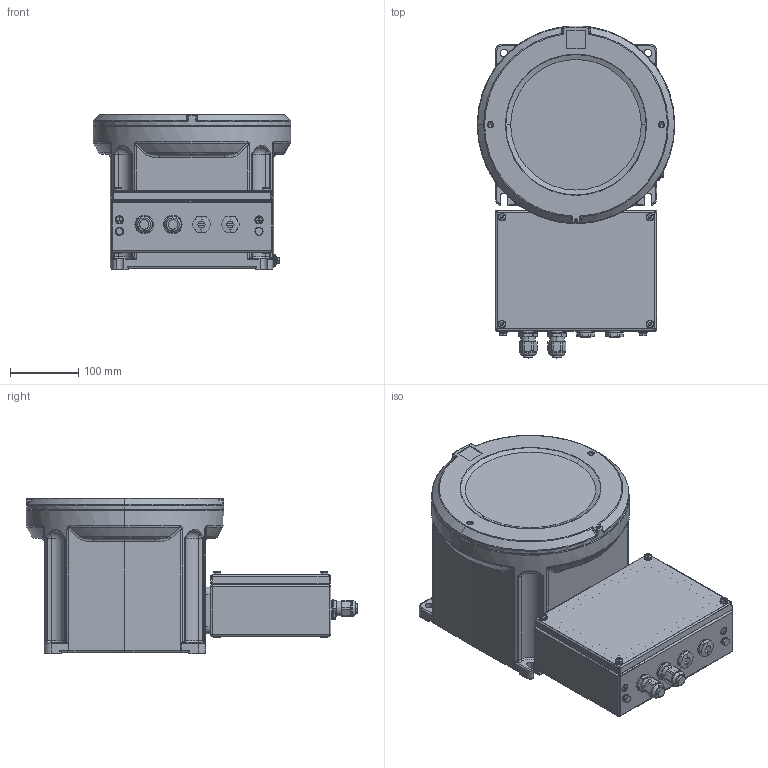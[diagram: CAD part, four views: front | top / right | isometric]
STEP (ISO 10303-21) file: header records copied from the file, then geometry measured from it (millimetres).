
FILE_DESCRIPTION (( 'STEP AP203' ), '1' );
FILE_NAME ('8265_54-C1582.STEP', '2014-03-01T09:05:00', ( 'Admin' ), ( 'R. STAHL AG' ), 'SwSTEP 2.0', 'SolidWorks 2013', '' );
FILE_SCHEMA (( 'CONFIG_CONTROL_DESIGN' ));
Length unit declared in the file: millimetre
Products named in the file (35): 82_900_08_59_0_vereinfacht; 81_610_77_01_0_Stutzen_Vereinfacht; 509_642_0_1_montiert; 81_259_43_04_6_81_259_45_04_6; 8265_9_004_004_6_8265_9_004_004_3; 500_656_0_Vereinfacht; 81_610_77_01_0_Dichtung; 509_642_0_montiert; 526_621_0; 506_548_0; 8265_54-C1582; 81_610_77_01_0_Hutmutter_Vereinfacht; 520_086_0; 81_259_43_04_6; 506_886_0; Anschlussgewindedichtung_M20; 500_656_0_PreviewCfg; 81_259_01_51_0; 503_676_0_M5 x 16; 81_619_01_59_0_81_619_03_59_0; 8125-_061_3d export; 81_259_21_05_6_81_256_06_05_6; 501_619_0_M 6 x 12; 81_610_30_37_0_Vereinfacht; 8265_9_055_004_0; 81_250_09_05_0_Dichtung; 81_469_01_10_0; 82_909_01_59_0_vereinfacht; 505_706_0_M5x14; 81_250_09_05_0; 81_460_01_10_0_Dichtung; 515_609_0; 8265_9_005_004_6_3d export; 509_642_0; 81_460_01_10_0
Assembly tree (63 placements, depth 4):
  8265_54-C1582
    8265_9_004_004_6_8265_9_004_004_3
    506_548_0  x3
    506_886_0  x4
    503_676_0_M5 x 16
    501_619_0_M 6 x 12  x2
    81_460_01_10_0
      81_469_01_10_0
      81_460_01_10_0_Dichtung  x2
    8125-_061_3d export
      81_259_43_04_6
        81_259_43_04_6_81_259_45_04_6
        526_621_0  x9
      81_259_01_51_0  x4
      81_250_09_05_0
        81_259_21_05_6_81_256_06_05_6
        81_250_09_05_0_Dichtung
      509_642_0_montiert  x4
        509_642_0
        509_642_0_1_montiert
      520_086_0
      500_656_0_PreviewCfg
      506_548_0
    8265_9_055_004_0
    505_706_0_M5x14  x4
    8265_9_005_004_6_3d export
    81_610_30_37_0_Vereinfacht  x2
      81_610_77_01_0_Stutzen_Vereinfacht
      81_610_77_01_0_Dichtung
      81_610_77_01_0_Hutmutter_Vereinfacht
      Anschlussgewindedichtung_M20
      81_619_01_59_0_81_619_03_59_0
    82_900_08_59_0_vereinfacht  x2
      82_909_01_59_0_vereinfacht
      515_609_0
    526_621_0
    520_086_0
    500_656_0_Vereinfacht
Bounding box: 289 x 485.47 x 227 mm (x, y, z)
Volume: 4651172.1 mm3; surface area: 1179996.6 mm2
Topology: 62 solids, 64 shells, 2849 faces, 6755 edges, 4019 vertices
Faces by surface type: cylinder 1179, plane 676, cone 354, torus 342, bspline 264, sphere 34
Entity records: 74181 total; most frequent: CARTESIAN_POINT 25212, DIRECTION 9533, ORIENTED_EDGE 9196, EDGE_CURVE 4598, AXIS2_PLACEMENT_3D 3874, VERTEX_POINT 2772, EDGE_LOOP 2244, CIRCLE 2109
